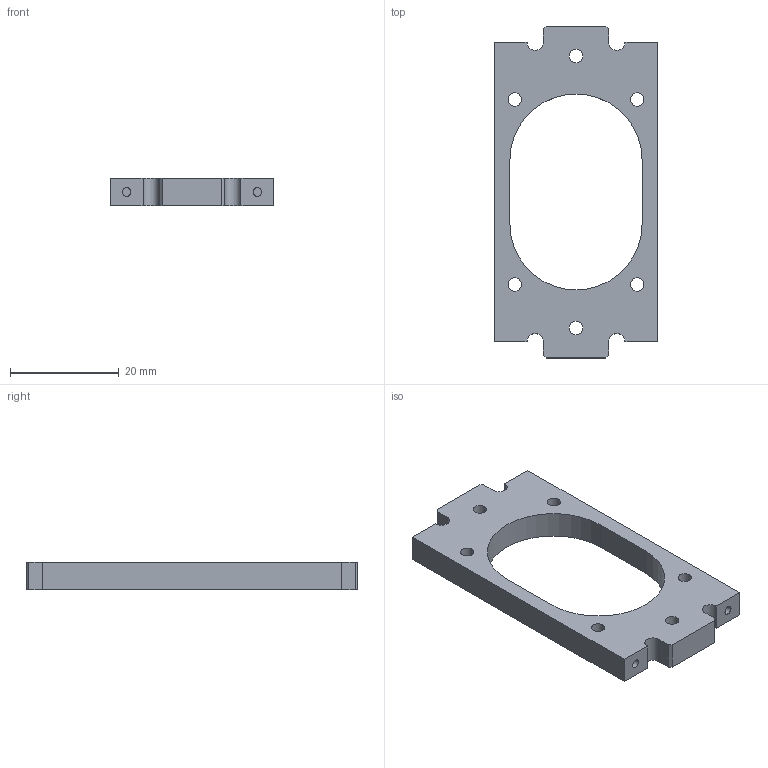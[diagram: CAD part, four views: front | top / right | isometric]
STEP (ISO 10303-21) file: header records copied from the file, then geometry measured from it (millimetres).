
FILE_DESCRIPTION(/* description */ (''),/* implementation_level */ '2;1');
FILE_NAME(/* name */ 'HeadSpeakerMountFrame.stp',/* time_stamp */ '2024-06-04T11:22:50+09:00',/* author */ ('masato'),/* organization */ (''),/* preprocessor_version */ 'ST-DEVELOPER v20',/* originating_system */ 'Autodesk Inventor 2024',/* authorisation */ '');
FILE_SCHEMA (('AUTOMOTIVE_DESIGN { 1 0 10303 214 3 1 1 }'));
Length unit declared in the file: millimetre
Products named in the file (1): HeadSpeakerMountFrame
Bounding box: 30 x 61 x 5 mm (x, y, z)
Volume: 4607.7 mm3; surface area: 3648.6 mm2
Topology: 1 solids, 1 shells, 40 faces, 102 edges, 68 vertices
Faces by surface type: plane 24, cylinder 16
Full cylindrical faces by diameter (mm): 1.567 x4, 2.459 x6
Entity records: 1289 total; most frequent: DIRECTION 216, CARTESIAN_POINT 211, ORIENTED_EDGE 204, EDGE_CURVE 102, AXIS2_PLACEMENT_3D 73, LINE 70, VECTOR 70, VERTEX_POINT 68
